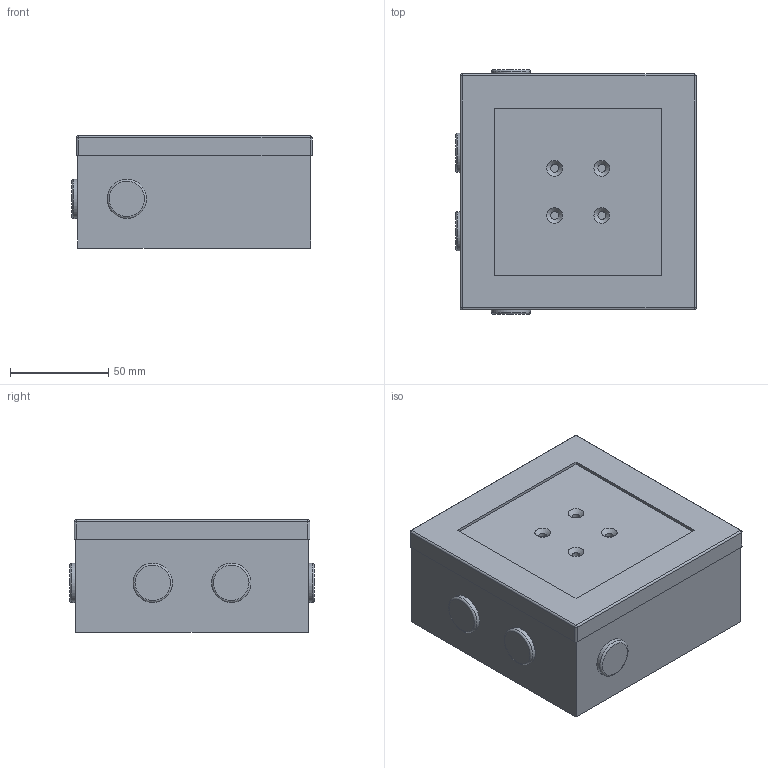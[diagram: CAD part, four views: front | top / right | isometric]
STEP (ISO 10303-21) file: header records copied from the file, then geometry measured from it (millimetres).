
FILE_DESCRIPTION(/* description */ ('Unknown'),/* implementation_level */ '2;1');
FILE_NAME(/* name */ 'SN 8030 AP LED',/* time_stamp */ '2018-09-21T09:21:55+02:00',/* author */ ('Unknown'),/* organization */ ('Unknown'),/* preprocessor_version */ 'ST-DEVELOPER v16.7',/* originating_system */ 'DEX',/* authorisation */ $);
FILE_SCHEMA (('AUTOMOTIVE_DESIGN {1 0 10303 214 3 1 1}'));
Length unit declared in the file: millimetre
Products named in the file (1): SN 8030 D LED
Bounding box: 122.25 x 124.5 x 57 mm (x, y, z)
Volume: 796419.4 mm3; surface area: 56970.7 mm2
Topology: 1 solids, 1 shells, 52 faces, 107 edges, 63 vertices
Faces by surface type: plane 24, cylinder 16, cone 4, sphere 4, torus 4
Full cylindrical faces by diameter (mm): 4 x4, 20 x4
Entity records: 1254 total; most frequent: DIRECTION 230, CARTESIAN_POINT 197, ORIENTED_EDGE 168, AXIS2_PLACEMENT_3D 93, EDGE_CURVE 84, EDGE_LOOP 78, FACE_BOUND 78, VERTEX_POINT 60
